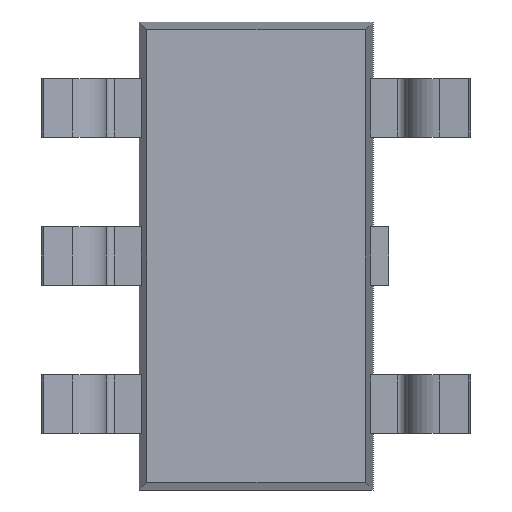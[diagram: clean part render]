
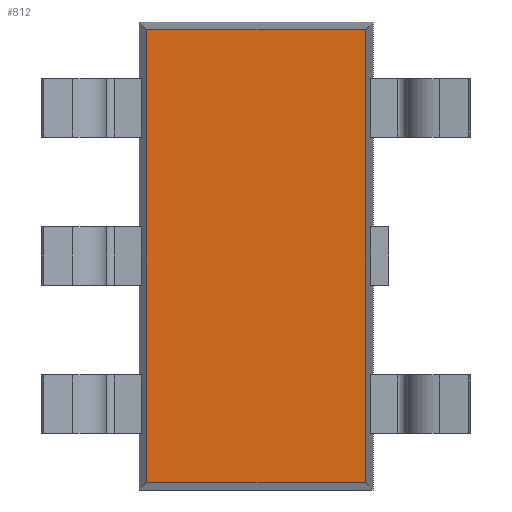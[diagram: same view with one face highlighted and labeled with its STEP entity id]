
A CAD part, front view. The second image highlights one B-rep face of the part: STEP entity #812.
In plain terms, the highlighted planar face has unit normal (0, -1, 0).
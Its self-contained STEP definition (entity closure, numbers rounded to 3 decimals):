
#31 = ORIENTED_EDGE ( 'NONE', *, *, #229, .T. ) ;
#152 = LINE ( 'NONE', #1896, #2647 ) ;
#229 = EDGE_CURVE ( 'NONE', #2029, #2075, #270, .T. ) ;
#235 = CARTESIAN_POINT ( 'NONE',  ( -0.64, 0.1, 1.462 ) ) ;
#266 = VECTOR ( 'NONE', #461, 1000. ) ;
#270 = LINE ( 'NONE', #2677, #1724 ) ;
#445 = ORIENTED_EDGE ( 'NONE', *, *, #1940, .T. ) ;
#461 = DIRECTION ( 'NONE',  ( 0., 0., -1. ) ) ;
#514 = ORIENTED_EDGE ( 'NONE', *, *, #1076, .T. ) ;
#520 = DIRECTION ( 'NONE',  ( -1., 0., 0. ) ) ;
#604 = CARTESIAN_POINT ( 'NONE',  ( 0.76, 0.1, -1.437 ) ) ;
#654 = CARTESIAN_POINT ( 'NONE',  ( 0.76, 0.1, -1.488 ) ) ;
#708 = CARTESIAN_POINT ( 'NONE',  ( 0.76, 0.1, 1.462 ) ) ;
#752 = VERTEX_POINT ( 'NONE', #2718 ) ;
#812 = ADVANCED_FACE ( 'NONE', ( #1072 ), #1297, .T. ) ;
#841 = DIRECTION ( 'NONE',  ( 0., -1., 0. ) ) ;
#990 = ORIENTED_EDGE ( 'NONE', *, *, #1146, .T. ) ;
#1072 = FACE_OUTER_BOUND ( 'NONE', #1794, .T. ) ;
#1076 = EDGE_CURVE ( 'NONE', #752, #2371, #152, .T. ) ;
#1146 = EDGE_CURVE ( 'NONE', #2075, #752, #2182, .T. ) ;
#1297 = PLANE ( 'NONE',  #2462 ) ;
#1707 = DIRECTION ( 'NONE',  ( -1., 0., 0. ) ) ;
#1714 = CARTESIAN_POINT ( 'NONE',  ( -0.64, 0.1, 1.512 ) ) ;
#1724 = VECTOR ( 'NONE', #520, 1000. ) ;
#1739 = CARTESIAN_POINT ( 'NONE',  ( 0.06, 0.1, 0.013 ) ) ;
#1794 = EDGE_LOOP ( 'NONE', ( #445, #31, #990, #514 ) ) ;
#1896 = CARTESIAN_POINT ( 'NONE',  ( -0.69, 0.1, -1.437 ) ) ;
#1920 = LINE ( 'NONE', #654, #2188 ) ;
#1940 = EDGE_CURVE ( 'NONE', #2371, #2029, #1920, .T. ) ;
#2029 = VERTEX_POINT ( 'NONE', #708 ) ;
#2075 = VERTEX_POINT ( 'NONE', #235 ) ;
#2164 = DIRECTION ( 'NONE',  ( 0., 0., 1. ) ) ;
#2182 = LINE ( 'NONE', #1714, #266 ) ;
#2188 = VECTOR ( 'NONE', #2164, 1000. ) ;
#2371 = VERTEX_POINT ( 'NONE', #604 ) ;
#2462 = AXIS2_PLACEMENT_3D ( 'NONE', #1739, #841, #1707 ) ;
#2647 = VECTOR ( 'NONE', #2767, 1000. ) ;
#2677 = CARTESIAN_POINT ( 'NONE',  ( 0.81, 0.1, 1.462 ) ) ;
#2718 = CARTESIAN_POINT ( 'NONE',  ( -0.64, 0.1, -1.437 ) ) ;
#2767 = DIRECTION ( 'NONE',  ( 1., 0., 0. ) ) ;
